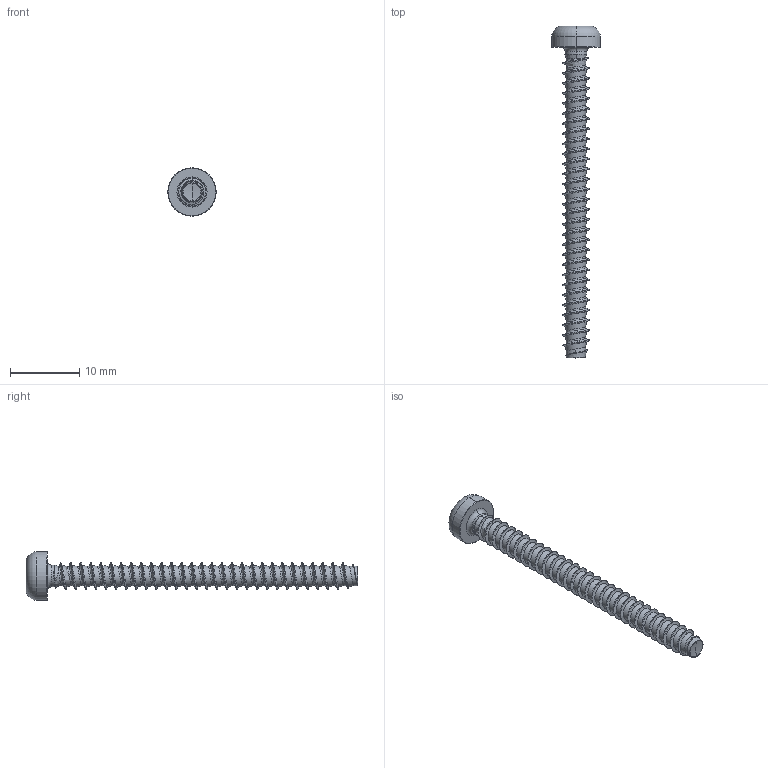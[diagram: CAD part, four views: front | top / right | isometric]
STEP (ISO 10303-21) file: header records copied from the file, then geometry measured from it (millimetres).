
FILE_DESCRIPTION (( 'STEP AP203' ), '1' );
FILE_NAME ('STP390400450.STEP', '2017-08-15T19:41:15', ( '' ), ( '' ), 'SwSTEP 2.0', 'SolidWorks 2015', '' );
FILE_SCHEMA (( 'CONFIG_CONTROL_DESIGN' ));
Products named in the file (1): STP390400450
Bounding box: 7 x 48.09 x 7 mm (x, y, z)
Volume: 420.7 mm3; surface area: 816.7 mm2
Topology: 1 solids, 1 shells, 140 faces, 368 edges, 230 vertices
Faces by surface type: cylinder 85, bspline 35, cone 10, torus 6, sphere 2, plane 2
Entity records: 38667 total; most frequent: CARTESIAN_POINT 35723, ORIENTED_EDGE 732, DIRECTION 427, EDGE_CURVE 366, VERTEX_POINT 230, AXIS2_PLACEMENT_3D 164, B_SPLINE_CURVE_WITH_KNOTS 149, EDGE_LOOP 142
